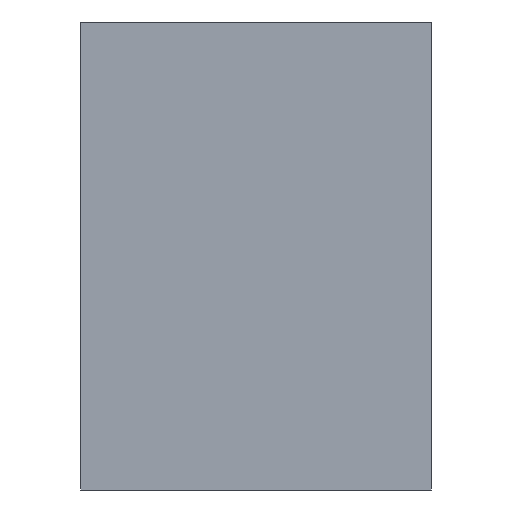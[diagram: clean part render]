
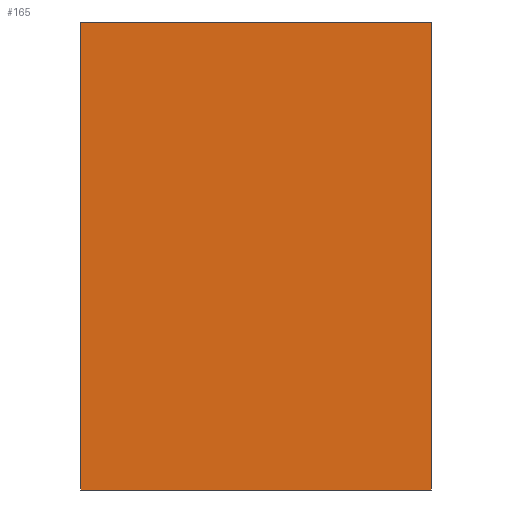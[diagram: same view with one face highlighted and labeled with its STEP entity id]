
A CAD part, front view. The second image highlights one B-rep face of the part: STEP entity #165.
In plain terms, the highlighted planar face has unit normal (0, -1, 0).
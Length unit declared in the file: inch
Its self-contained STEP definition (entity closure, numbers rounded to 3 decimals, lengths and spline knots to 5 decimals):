
#21=LINE('',#282,#33);
#22=LINE('',#285,#34);
#23=LINE('',#287,#35);
#24=LINE('',#288,#36);
#33=VECTOR('',#237,0.3937);
#34=VECTOR('',#240,0.3937);
#35=VECTOR('',#241,0.3937);
#36=VECTOR('',#242,0.3937);
#42=PLANE('',#201);
#60=FACE_OUTER_BOUND('',#74,.T.);
#74=EDGE_LOOP('',(#136,#137,#138,#139));
#98=VERTEX_POINT('',#278);
#99=VERTEX_POINT('',#280);
#100=VERTEX_POINT('',#284);
#101=VERTEX_POINT('',#286);
#114=EDGE_CURVE('',#98,#99,#21,.T.);
#115=EDGE_CURVE('',#98,#100,#22,.T.);
#116=EDGE_CURVE('',#101,#99,#23,.T.);
#117=EDGE_CURVE('',#100,#101,#24,.T.);
#136=ORIENTED_EDGE('',*,*,#115,.F.);
#137=ORIENTED_EDGE('',*,*,#114,.T.);
#138=ORIENTED_EDGE('',*,*,#116,.F.);
#139=ORIENTED_EDGE('',*,*,#117,.F.);
#165=ADVANCED_FACE('',(#60),#42,.T.);
#201=AXIS2_PLACEMENT_3D('',#283,#238,#239);
#237=DIRECTION('',(1.,0.,0.));
#238=DIRECTION('center_axis',(0.,-1.,0.));
#239=DIRECTION('ref_axis',(0.,0.,-1.));
#240=DIRECTION('',(0.,0.,1.));
#241=DIRECTION('',(0.,0.,-1.));
#242=DIRECTION('',(1.,0.,0.));
#278=CARTESIAN_POINT('',(0.,0.25,-1.));
#280=CARTESIAN_POINT('',(0.75,0.25,-1.));
#282=CARTESIAN_POINT('',(0.,0.25,-1.));
#283=CARTESIAN_POINT('Origin',(0.,0.25,0.));
#284=CARTESIAN_POINT('',(0.,0.25,0.));
#285=CARTESIAN_POINT('',(0.,0.25,-1.));
#286=CARTESIAN_POINT('',(0.75,0.25,0.));
#287=CARTESIAN_POINT('',(0.75,0.25,-1.));
#288=CARTESIAN_POINT('',(0.,0.25,0.));
